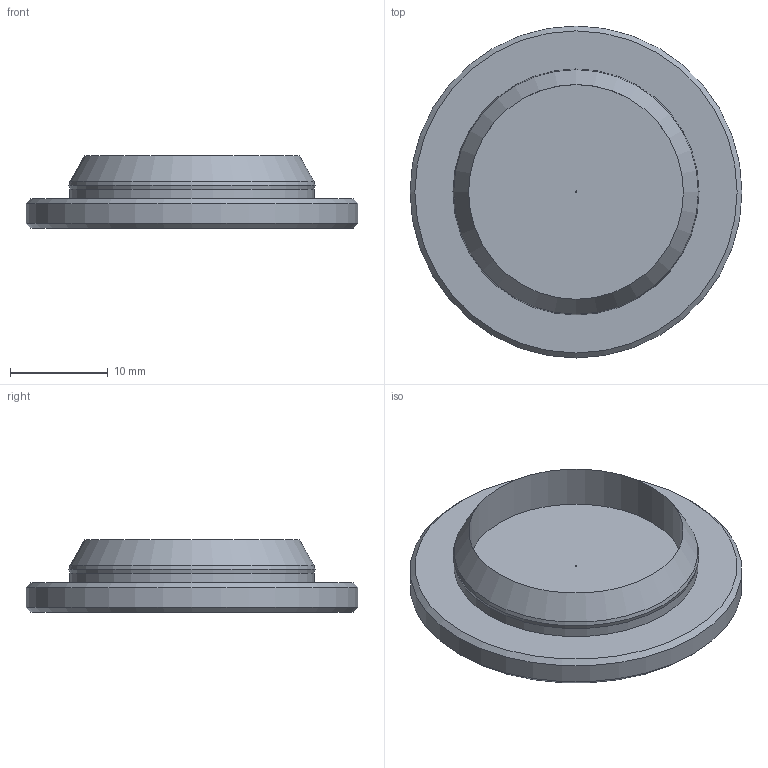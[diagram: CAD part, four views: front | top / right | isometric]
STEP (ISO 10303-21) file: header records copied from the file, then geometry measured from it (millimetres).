
FILE_DESCRIPTION(('FreeCAD Model'),'2;1');
FILE_NAME('Open CASCADE Shape Model','2025-09-03T22:35:41',(''),(''), 'Open CASCADE STEP processor 7.6','FreeCAD','Unknown');
FILE_SCHEMA(('AUTOMOTIVE_DESIGN { 1 0 10303 214 1 1 1 1 }'));
Length unit declared in the file: millimetre
Products named in the file (1): Cover
Bounding box: 34 x 34 x 7.4 mm (x, y, z)
Volume: 2456.9 mm3; surface area: 3116.7 mm2
Topology: 1 solids, 1 shells, 24 faces, 39 edges, 24 vertices
Faces by surface type: cylinder 10, plane 9, cone 5
Full cylindrical faces by diameter (mm): 0.2 x1, 5.029 x1, 9.857 x1, 14.686 x1, 19.514 x1, 22 x1, 24.343 x1, 25 x1, 29.171 x1, 34 x1
Entity records: 1098 total; most frequent: DIRECTION 189, CARTESIAN_POINT 178, ORIENTED_EDGE 78, PCURVE 78, DEFINITIONAL_REPRESENTATION 78, LINE 75, VECTOR 75, AXIS2_PLACEMENT_3D 49
